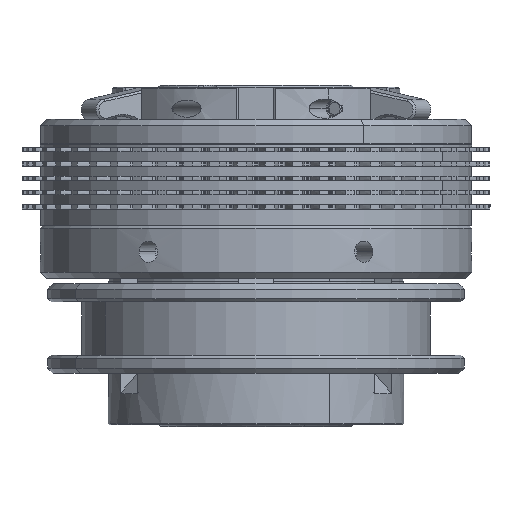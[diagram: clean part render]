
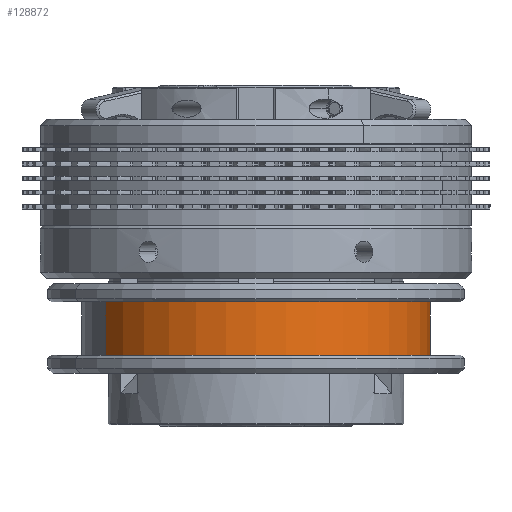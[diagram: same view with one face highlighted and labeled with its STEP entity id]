
A CAD part, front view. The second image highlights one B-rep face of the part: STEP entity #128872.
In plain terms, the highlighted cylindrical face has radius 81.5 mm (diameter 163 mm), a partial arc.
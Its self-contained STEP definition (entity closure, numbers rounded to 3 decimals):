
#72808 = DIRECTION ( 'NONE',  ( 0.866, 0.5, 0. ) ) ;
#72810 = DIRECTION ( 'NONE',  ( 0., 0., 1. ) ) ;
#72811 = CARTESIAN_POINT ( 'NONE',  ( -22.308, 27.591, -27.019 ) ) ;
#72812 = AXIS2_PLACEMENT_3D ( 'NONE', #72811, #72810, #72808 ) ;
#72813 = CIRCLE ( 'NONE', #72812, 81.5 ) ;
#72817 = DIRECTION ( 'NONE',  ( 0.866, 0.5, 0. ) ) ;
#72819 = DIRECTION ( 'NONE',  ( 0., 0., 1. ) ) ;
#72821 = CARTESIAN_POINT ( 'NONE',  ( -22.308, 27.591, -52.019 ) ) ;
#72823 = AXIS2_PLACEMENT_3D ( 'NONE', #72821, #72819, #72817 ) ;
#72826 = DIRECTION ( 'NONE',  ( 0.866, 0.5, 0. ) ) ;
#72828 = DIRECTION ( 'NONE',  ( 0., 0., 1. ) ) ;
#72830 = AXIS2_PLACEMENT_3D ( 'NONE', #72835, #72828, #72826 ) ;
#72832 = CIRCLE ( 'NONE', #72823, 81.5 ) ;
#72835 = CARTESIAN_POINT ( 'NONE',  ( -22.308, 27.591, -52.019 ) ) ;
#72836 = CYLINDRICAL_SURFACE ( 'NONE', #72830, 81.5 ) ;
#72838 = FACE_OUTER_BOUND ( 'NONE', #128913, .T. ) ;
#108403 = DIRECTION ( 'NONE',  ( 0., 0., 1. ) ) ;
#108404 = VECTOR ( 'NONE', #108403, 1000. ) ;
#108405 = CARTESIAN_POINT ( 'NONE',  ( -92.889, -13.159, -52.019 ) ) ;
#108406 = LINE ( 'NONE', #108405, #108404 ) ;
#108427 = CARTESIAN_POINT ( 'NONE',  ( 48.273, 68.341, -52.019 ) ) ;
#108443 = CARTESIAN_POINT ( 'NONE',  ( -92.889, -13.159, -27.019 ) ) ;
#108444 = CARTESIAN_POINT ( 'NONE',  ( -92.889, -13.159, -52.019 ) ) ;
#109349 = DIRECTION ( 'NONE',  ( 0., 0., 1. ) ) ;
#109350 = VECTOR ( 'NONE', #109349, 1000. ) ;
#109351 = CARTESIAN_POINT ( 'NONE',  ( 48.273, 68.341, -52.019 ) ) ;
#109352 = LINE ( 'NONE', #109351, #109350 ) ;
#109746 = CARTESIAN_POINT ( 'NONE',  ( 48.273, 68.341, -27.019 ) ) ;
#128872 = ADVANCED_FACE ( 'NONE', ( #72838 ), #72836, .T. ) ;
#128874 = ORIENTED_EDGE ( 'NONE', *, *, #175240, .F. ) ;
#128876 = ORIENTED_EDGE ( 'NONE', *, *, #128878, .T. ) ;
#128878 = EDGE_CURVE ( 'NONE', #175284, #175382, #72832, .T. ) ;
#128880 = ORIENTED_EDGE ( 'NONE', *, *, #175691, .T. ) ;
#128882 = ORIENTED_EDGE ( 'NONE', *, *, #128884, .F. ) ;
#128884 = EDGE_CURVE ( 'NONE', #175285, #175743, #72813, .T. ) ;
#128913 = EDGE_LOOP ( 'NONE', ( #128874, #128876, #128880, #128882 ) ) ;
#175240 = EDGE_CURVE ( 'NONE', #175284, #175285, #108406, .T. ) ;
#175284 = VERTEX_POINT ( 'NONE', #108444 ) ;
#175285 = VERTEX_POINT ( 'NONE', #108443 ) ;
#175382 = VERTEX_POINT ( 'NONE', #108427 ) ;
#175691 = EDGE_CURVE ( 'NONE', #175382, #175743, #109352, .T. ) ;
#175743 = VERTEX_POINT ( 'NONE', #109746 ) ;
